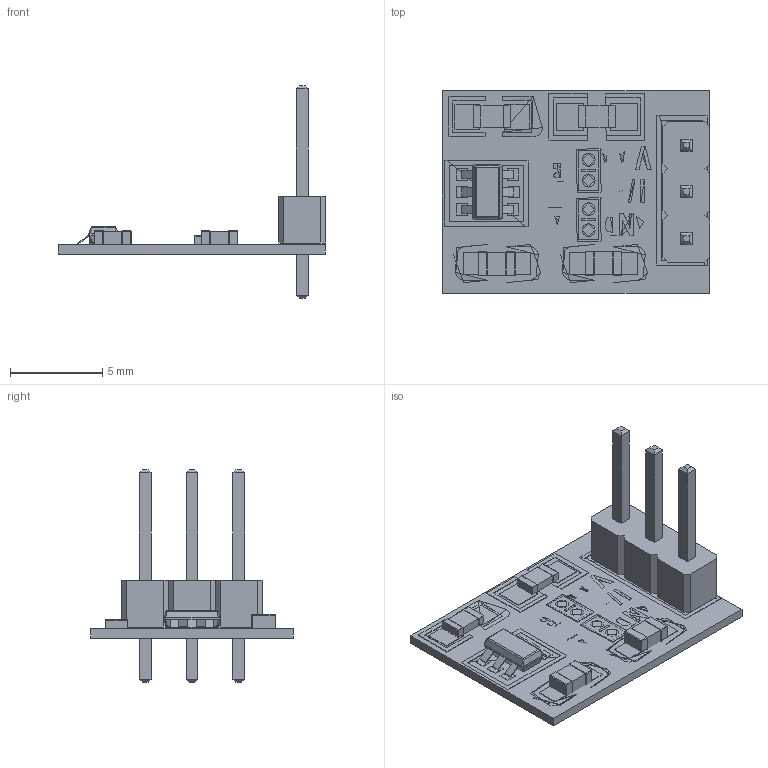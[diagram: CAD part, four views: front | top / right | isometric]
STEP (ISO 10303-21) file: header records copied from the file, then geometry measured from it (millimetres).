
FILE_DESCRIPTION(('FreeCAD Model'),'2;1');
FILE_NAME('Open CASCADE Shape Model','2026-01-03T19:01:33',(''),(''), 'Open CASCADE STEP processor 7.8','FreeCAD','Unknown');
FILE_SCHEMA(('AUTOMOTIVE_DESIGN { 1 0 10303 214 1 1 1 1 }'));
Length unit declared in the file: millimetre
Products named in the file (15): Unnamed; PinHeader_1x03_P254mm_Vertical; ; ; RES_0805; CAP_0805; ASSEMBLY; sot23-6; sot23-6_007; sot23-6_001; sot23-6_002; sot23-6_003; sot23-6_004; sot23-6_005; sot23-6_006
Assembly tree (16 placements, depth 5):
  Unnamed
    PinHeader_1x03_P254mm_Vertical
    
      
      RES_0805  x2
      CAP_0805  x2
      ASSEMBLY
        sot23-6
        sot23-6_007
          sot23-6_001
          sot23-6_002
          sot23-6_003
          sot23-6_004
          sot23-6_005
          sot23-6_006
Bounding box: 14.52 x 11 x 11.54 mm (x, y, z)
Topology: 13 solids, 13 shells, 611 faces, 1390 edges, 874 vertices
Faces by surface type: plane 437, extrusion 105, bspline 36, cylinder 33
Full cylindrical faces by diameter (mm): 0.7 x4, 1 x3, 1.5 x4, 9.5 x1, 10 x1
Entity records: 43562 total; most frequent: CARTESIAN_POINT 18356, DIRECTION 3548, VECTOR 2667, LINE 2562, ORIENTED_EDGE 2358, PCURVE 2358, DEFINITIONAL_REPRESENTATION 2358, EDGE_CURVE 1179
